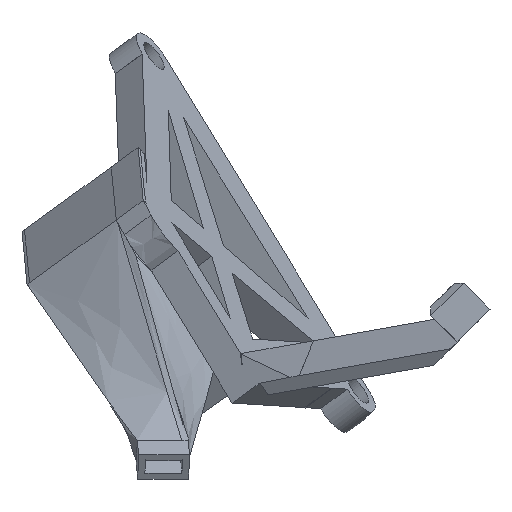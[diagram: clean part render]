
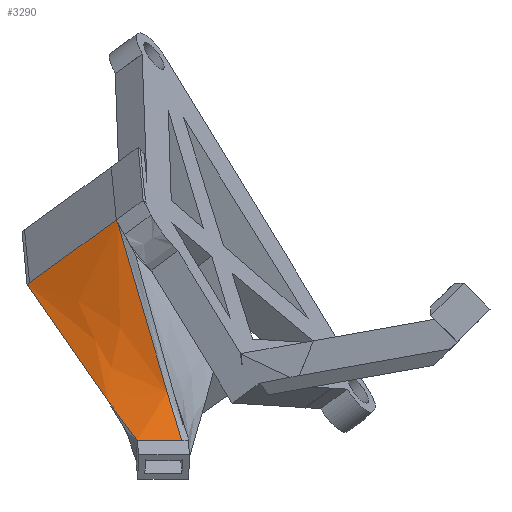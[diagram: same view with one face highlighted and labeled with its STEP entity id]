
A CAD part, left-side view. The second image highlights one B-rep face of the part: STEP entity #3290.
In plain terms, the highlighted free-form (B-spline) face has degree [3, 3] with [4, 5] control points.
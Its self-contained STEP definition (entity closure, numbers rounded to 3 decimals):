
#34=B_SPLINE_SURFACE_WITH_KNOTS('',3,3,((#5690,#5691,#5692,#5693,#5694),
(#5695,#5696,#5697,#5698,#5699),(#5700,#5701,#5702,#5703,#5704),(#5705,
#5706,#5707,#5708,#5709)),.UNSPECIFIED.,.F.,.F.,.F.,(4,4),(4,1,4),(-0.084,
1.),(-0.012,0.421,0.999),
 .UNSPECIFIED.);
#138=B_SPLINE_CURVE_WITH_KNOTS('',3,(#4881,#4882,#4883,#4884),
 .UNSPECIFIED.,.F.,.F.,(4,4),(1.637,1.683),
 .UNSPECIFIED.);
#151=B_SPLINE_CURVE_WITH_KNOTS('',3,(#5080,#5081,#5082,#5083,#5084,#5085,
#5086),.UNSPECIFIED.,.F.,.F.,(4,3,4),(0.025,1.03,
1.637),.UNSPECIFIED.);
#189=B_SPLINE_CURVE_WITH_KNOTS('',3,(#5644,#5645,#5646,#5647),
 .UNSPECIFIED.,.F.,.F.,(4,4),(-1.719,-0.836),
 .UNSPECIFIED.);
#194=B_SPLINE_CURVE_WITH_KNOTS('',3,(#5684,#5685,#5686,#5687,#5688,#5689),
 .UNSPECIFIED.,.F.,.F.,(4,2,4),(-0.836,-0.484,-0.051),
 .UNSPECIFIED.);
#195=B_SPLINE_CURVE_WITH_KNOTS('',3,(#5711,#5712,#5713,#5714),
 .UNSPECIFIED.,.F.,.F.,(4,4),(-0.041,0.),
 .UNSPECIFIED.);
#196=B_SPLINE_CURVE_WITH_KNOTS('',3,(#5716,#5717,#5718,#5719),
 .UNSPECIFIED.,.F.,.F.,(4,4),(-2.475,-2.468),
 .UNSPECIFIED.);
#197=B_SPLINE_CURVE_WITH_KNOTS('',3,(#5721,#5722,#5723,#5724,#5725,#5726,
#5727,#5728,#5729,#5730,#5731,#5732,#5733,#5734,#5735,#5736),
 .UNSPECIFIED.,.F.,.F.,(4,3,3,3,3,4),(-0.648,-0.507,
-0.379,-0.222,-0.067,-0.006),
 .UNSPECIFIED.);
#198=B_SPLINE_CURVE_WITH_KNOTS('',3,(#5738,#5739,#5740,#5741),
 .UNSPECIFIED.,.F.,.F.,(4,4),(0.774,0.995),
 .UNSPECIFIED.);
#199=B_SPLINE_CURVE_WITH_KNOTS('',3,(#5742,#5743,#5744,#5745,#5746),
 .UNSPECIFIED.,.F.,.F.,(4,1,4),(0.,0.421,
0.774),.UNSPECIFIED.);
#334=FACE_OUTER_BOUND('',#503,.T.);
#503=EDGE_LOOP('',(#2653,#2654,#2655,#2656,#2657,#2658,#2659,#2660,#2661));
#1369=VERTEX_POINT('',#4677);
#1426=VERTEX_POINT('',#4872);
#1427=VERTEX_POINT('',#4880);
#1516=VERTEX_POINT('',#5643);
#1520=VERTEX_POINT('',#5676);
#1521=VERTEX_POINT('',#5710);
#1522=VERTEX_POINT('',#5715);
#1523=VERTEX_POINT('',#5720);
#1524=VERTEX_POINT('',#5737);
#1814=EDGE_CURVE('',#1426,#1427,#138,.F.);
#1841=EDGE_CURVE('',#1427,#1369,#151,.F.);
#1949=EDGE_CURVE('',#1426,#1516,#189,.T.);
#1954=EDGE_CURVE('',#1516,#1520,#194,.T.);
#1955=EDGE_CURVE('',#1521,#1369,#195,.T.);
#1956=EDGE_CURVE('',#1520,#1522,#196,.T.);
#1957=EDGE_CURVE('',#1523,#1522,#197,.F.);
#1958=EDGE_CURVE('',#1524,#1523,#198,.T.);
#1959=EDGE_CURVE('',#1521,#1524,#199,.T.);
#2653=ORIENTED_EDGE('',*,*,#1955,.T.);
#2654=ORIENTED_EDGE('',*,*,#1841,.F.);
#2655=ORIENTED_EDGE('',*,*,#1814,.F.);
#2656=ORIENTED_EDGE('',*,*,#1949,.T.);
#2657=ORIENTED_EDGE('',*,*,#1954,.T.);
#2658=ORIENTED_EDGE('',*,*,#1956,.T.);
#2659=ORIENTED_EDGE('',*,*,#1957,.F.);
#2660=ORIENTED_EDGE('',*,*,#1958,.F.);
#2661=ORIENTED_EDGE('',*,*,#1959,.F.);
#3290=ADVANCED_FACE('',(#334),#34,.F.);
#4677=CARTESIAN_POINT('',(-26.992,150.006,196.341));
#4872=CARTESIAN_POINT('',(-21.896,162.79,187.081));
#4880=CARTESIAN_POINT('',(-22.038,162.433,187.339));
#4881=CARTESIAN_POINT('Ctrl Pts',(-22.038,162.433,187.339));
#4882=CARTESIAN_POINT('Ctrl Pts',(-21.991,162.552,187.253));
#4883=CARTESIAN_POINT('Ctrl Pts',(-21.943,162.671,187.167));
#4884=CARTESIAN_POINT('Ctrl Pts',(-21.896,162.79,187.081));
#5080=CARTESIAN_POINT('Ctrl Pts',(-26.992,150.006,196.341));
#5081=CARTESIAN_POINT('Ctrl Pts',(-25.963,152.587,194.471));
#5082=CARTESIAN_POINT('Ctrl Pts',(-24.933,155.17,192.599));
#5083=CARTESIAN_POINT('Ctrl Pts',(-23.904,157.751,190.73));
#5084=CARTESIAN_POINT('Ctrl Pts',(-23.282,159.311,189.6));
#5085=CARTESIAN_POINT('Ctrl Pts',(-22.66,160.872,188.47));
#5086=CARTESIAN_POINT('Ctrl Pts',(-22.038,162.433,187.339));
#5643=CARTESIAN_POINT('',(-33.641,151.222,170.416));
#5644=CARTESIAN_POINT('Ctrl Pts',(-21.896,162.79,187.081));
#5645=CARTESIAN_POINT('Ctrl Pts',(-28.643,156.122,177.399));
#5646=CARTESIAN_POINT('Ctrl Pts',(-31.689,153.147,173.122));
#5647=CARTESIAN_POINT('Ctrl Pts',(-33.641,151.222,170.416));
#5676=CARTESIAN_POINT('',(-37.786,146.997,164.745));
#5684=CARTESIAN_POINT('Ctrl Pts',(-33.641,151.222,170.416));
#5685=CARTESIAN_POINT('Ctrl Pts',(-34.42,150.454,169.336));
#5686=CARTESIAN_POINT('Ctrl Pts',(-35.025,149.853,168.506));
#5687=CARTESIAN_POINT('Ctrl Pts',(-36.363,148.506,166.679));
#5688=CARTESIAN_POINT('Ctrl Pts',(-37.075,147.776,165.719));
#5689=CARTESIAN_POINT('Ctrl Pts',(-37.786,146.997,164.745));
#5690=CARTESIAN_POINT('Ctrl Pts',(-21.591,163.514,186.611));
#5691=CARTESIAN_POINT('Ctrl Pts',(-23.911,161.186,183.471));
#5692=CARTESIAN_POINT('Ctrl Pts',(-29.316,155.742,176.145));
#5693=CARTESIAN_POINT('Ctrl Pts',(-34.761,150.261,168.877));
#5694=CARTESIAN_POINT('Ctrl Pts',(-37.786,147.012,164.745));
#5695=CARTESIAN_POINT('Ctrl Pts',(-23.402,158.988,189.87));
#5696=CARTESIAN_POINT('Ctrl Pts',(-25.448,156.999,186.261));
#5697=CARTESIAN_POINT('Ctrl Pts',(-30.213,152.344,177.842));
#5698=CARTESIAN_POINT('Ctrl Pts',(-35.018,147.655,169.461));
#5699=CARTESIAN_POINT('Ctrl Pts',(-37.698,144.865,164.697));
#5700=CARTESIAN_POINT('Ctrl Pts',(-25.212,154.462,193.13));
#5701=CARTESIAN_POINT('Ctrl Pts',(-26.982,152.811,189.052));
#5702=CARTESIAN_POINT('Ctrl Pts',(-31.108,148.947,179.538));
#5703=CARTESIAN_POINT('Ctrl Pts',(-35.267,145.046,170.053));
#5704=CARTESIAN_POINT('Ctrl Pts',(-37.594,142.718,164.65));
#5705=CARTESIAN_POINT('Ctrl Pts',(-27.02,149.936,196.391));
#5706=CARTESIAN_POINT('Ctrl Pts',(-28.515,148.624,191.844));
#5707=CARTESIAN_POINT('Ctrl Pts',(-31.999,145.55,181.236));
#5708=CARTESIAN_POINT('Ctrl Pts',(-35.514,142.439,170.648));
#5709=CARTESIAN_POINT('Ctrl Pts',(-37.48,140.571,164.61));
#5710=CARTESIAN_POINT('',(-27.147,149.825,196.006));
#5711=CARTESIAN_POINT('Ctrl Pts',(-27.147,149.825,196.006));
#5712=CARTESIAN_POINT('Ctrl Pts',(-27.096,149.885,196.118));
#5713=CARTESIAN_POINT('Ctrl Pts',(-27.044,149.946,196.229));
#5714=CARTESIAN_POINT('Ctrl Pts',(-26.992,150.006,196.341));
#5715=CARTESIAN_POINT('',(-37.749,146.999,164.793));
#5716=CARTESIAN_POINT('Ctrl Pts',(-37.786,146.997,164.745));
#5717=CARTESIAN_POINT('Ctrl Pts',(-37.773,146.998,164.761));
#5718=CARTESIAN_POINT('Ctrl Pts',(-37.761,146.999,164.777));
#5719=CARTESIAN_POINT('Ctrl Pts',(-37.749,146.999,164.793));
#5720=CARTESIAN_POINT('',(-37.436,140.613,164.746));
#5721=CARTESIAN_POINT('Ctrl Pts',(-37.749,146.999,164.793));
#5722=CARTESIAN_POINT('Ctrl Pts',(-37.726,146.533,164.789));
#5723=CARTESIAN_POINT('Ctrl Pts',(-37.704,146.068,164.786));
#5724=CARTESIAN_POINT('Ctrl Pts',(-37.682,145.603,164.782));
#5725=CARTESIAN_POINT('Ctrl Pts',(-37.662,145.181,164.779));
#5726=CARTESIAN_POINT('Ctrl Pts',(-37.641,144.758,164.775));
#5727=CARTESIAN_POINT('Ctrl Pts',(-37.621,144.331,164.772));
#5728=CARTESIAN_POINT('Ctrl Pts',(-37.595,143.807,164.768));
#5729=CARTESIAN_POINT('Ctrl Pts',(-37.57,143.285,164.765));
#5730=CARTESIAN_POINT('Ctrl Pts',(-37.544,142.765,164.761));
#5731=CARTESIAN_POINT('Ctrl Pts',(-37.518,142.252,164.757));
#5732=CARTESIAN_POINT('Ctrl Pts',(-37.493,141.74,164.754));
#5733=CARTESIAN_POINT('Ctrl Pts',(-37.467,141.227,164.75));
#5734=CARTESIAN_POINT('Ctrl Pts',(-37.457,141.022,164.749));
#5735=CARTESIAN_POINT('Ctrl Pts',(-37.446,140.818,164.748));
#5736=CARTESIAN_POINT('Ctrl Pts',(-37.436,140.613,164.746));
#5737=CARTESIAN_POINT('',(-35.166,142.712,171.66));
#5738=CARTESIAN_POINT('Ctrl Pts',(-35.17,142.714,171.661));
#5739=CARTESIAN_POINT('Ctrl Pts',(-35.929,142.024,169.354));
#5740=CARTESIAN_POINT('Ctrl Pts',(-36.686,141.325,167.05));
#5741=CARTESIAN_POINT('Ctrl Pts',(-37.436,140.613,164.746));
#5742=CARTESIAN_POINT('Ctrl Pts',(-27.147,149.825,196.006));
#5743=CARTESIAN_POINT('Ctrl Pts',(-28.599,148.549,191.587));
#5744=CARTESIAN_POINT('Ctrl Pts',(-31.267,146.196,183.465));
#5745=CARTESIAN_POINT('Ctrl Pts',(-33.953,143.82,175.356));
#5746=CARTESIAN_POINT('Ctrl Pts',(-35.17,142.714,171.661));
